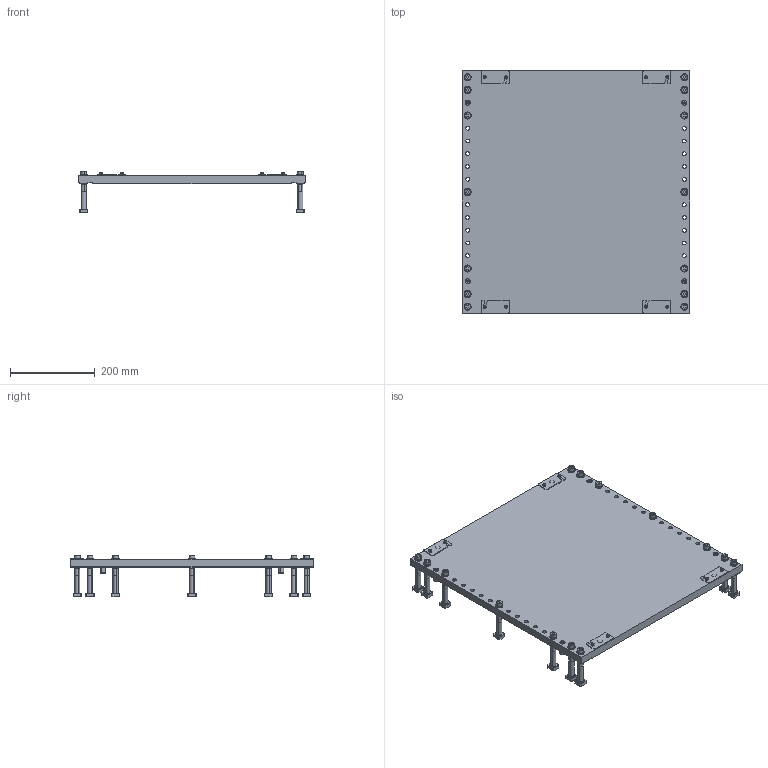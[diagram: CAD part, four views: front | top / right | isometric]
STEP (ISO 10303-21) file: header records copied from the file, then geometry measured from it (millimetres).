
FILE_DESCRIPTION(('CATIA V5 STEP Exchange','CAx-IF Rec.Pracs.--- Model Styling and Organization---1.4--- 2014-01-23'),'2;1');
FILE_NAME('TOS_011_SET_457606_01.stp','2021-06-08T10:44:04+00:00',('none'),('none'),'CATIA Version 5-6 Release 2018 SP3 HF13','CATIA V5 STEP AP214','none');
FILE_SCHEMA(('AUTOMOTIVE_DESIGN { 1 0 10303 214 1 1 1 1 }'));
Length unit declared in the file: millimetre
Products named in the file (1): TOS_011_SET_457606_01
Bounding box: 535 x 570 x 98.7 mm (x, y, z)
Volume: 6223540.3 mm3; surface area: 806199.7 mm2
Topology: 57 solids, 57 shells, 1150 faces, 2616 edges, 1656 vertices
Faces by surface type: cylinder 488, plane 462, cone 168, torus 32
Entity records: 30303 total; most frequent: CARTESIAN_POINT 5802, ORIENTED_EDGE 5168, DIRECTION 4176, EDGE_CURVE 2584, AXIS2_PLACEMENT_3D 2018, VERTEX_POINT 1656, EDGE_LOOP 1390, VECTOR 1312
